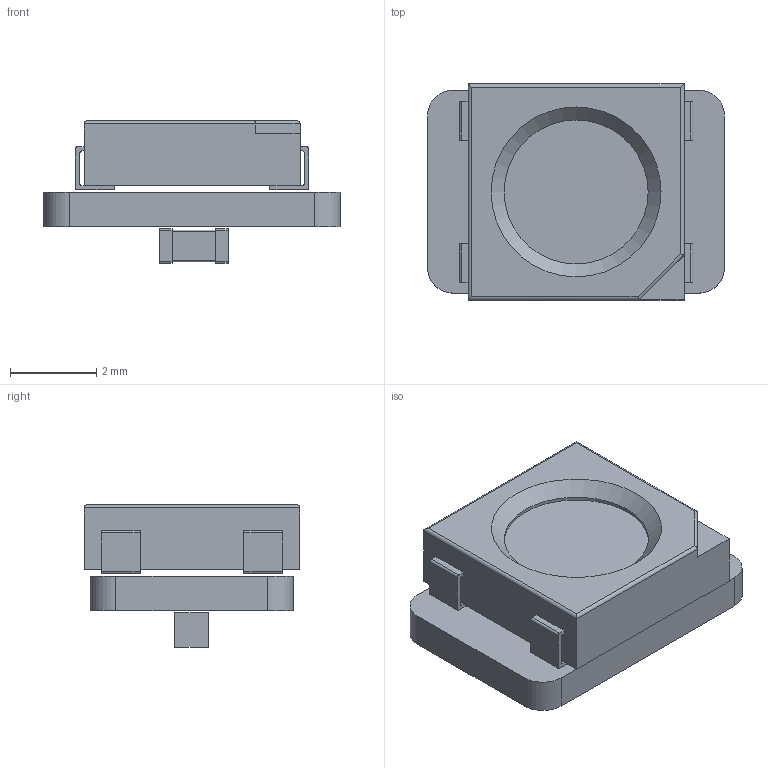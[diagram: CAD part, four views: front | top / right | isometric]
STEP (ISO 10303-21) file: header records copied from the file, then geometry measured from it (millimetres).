
FILE_DESCRIPTION(('KiCad electronic assembly'),'2;1');
FILE_NAME('ws2812_breakout.step','2024-11-10T09:29:36',('Pcbnew'),( 'Kicad'),'Open CASCADE STEP processor 7.6','KiCad to STEP converter' ,'Unknown');
FILE_SCHEMA(('AUTOMOTIVE_DESIGN { 1 0 10303 214 1 1 1 1 }'));
Length unit declared in the file: millimetre
Products named in the file (6): ws2812_breakout 1; LED_WS2812B_PLCC4_5.0x5.0mm_P3.2mm; LED_WS2812B_PLCC4_50x50mm_P32mm; C_0603_1608Metric; ws2812_breakout_PCB
Assembly tree (5 placements, depth 3):
  ws2812_breakout 1
    LED_WS2812B_PLCC4_5.0x5.0mm_P3.2mm
      LED_WS2812B_PLCC4_50x50mm_P32mm
    C_0603_1608Metric
      C_0603_1608Metric
    ws2812_breakout_PCB
Bounding box: 6.88 x 5 x 3.3 mm (x, y, z)
Volume: 60.8 mm3; surface area: 179.2 mm2
Topology: 3 solids, 3 shells, 106 faces, 297 edges, 196 vertices
Faces by surface type: plane 67, cylinder 38, cone 1
Full cylindrical faces by diameter (mm): 3.333 x1
Entity records: 4204 total; most frequent: CARTESIAN_POINT 605, ORIENTED_EDGE 594, DIRECTION 593, EDGE_CURVE 297, LINE 225, VECTOR 225, VERTEX_POINT 196, AXIS2_PLACEMENT_3D 184
